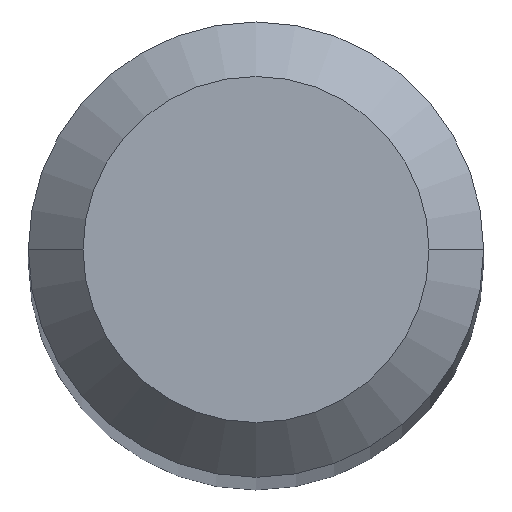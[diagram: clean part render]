
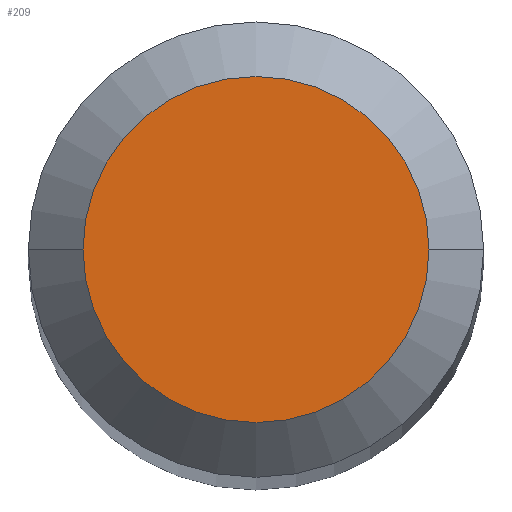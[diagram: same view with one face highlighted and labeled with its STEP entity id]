
A CAD part, top view. The second image highlights one B-rep face of the part: STEP entity #209.
In plain terms, the highlighted planar face has unit normal (0, 0, 1).
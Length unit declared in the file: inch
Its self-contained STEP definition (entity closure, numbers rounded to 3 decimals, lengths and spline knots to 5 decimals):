
#49 = FACE_OUTER_BOUND ( 'NONE', #358, .T. ) ;
#78 = PLANE ( 'NONE',  #135 ) ;
#91 = CARTESIAN_POINT ( 'NONE',  ( 0., 0., 0. ) ) ;
#129 = DIRECTION ( 'NONE',  ( 1., 0., 0. ) ) ;
#135 = AXIS2_PLACEMENT_3D ( 'NONE', #262, #267, #226 ) ;
#209 = ADVANCED_FACE ( 'NONE', ( #49 ), #78, .F. ) ;
#226 = DIRECTION ( 'NONE',  ( -1., 0., 0. ) ) ;
#234 = AXIS2_PLACEMENT_3D ( 'NONE', #91, #246, #391 ) ;
#235 = AXIS2_PLACEMENT_3D ( 'NONE', #453, #279, #129 ) ;
#246 = DIRECTION ( 'NONE',  ( 0., 0., 1. ) ) ;
#260 = EDGE_CURVE ( 'NONE', #328, #410, #435, .T. ) ;
#262 = CARTESIAN_POINT ( 'NONE',  ( 0., 0.0475, 0. ) ) ;
#267 = DIRECTION ( 'NONE',  ( 0., 0., -1. ) ) ;
#274 = ORIENTED_EDGE ( 'NONE', *, *, #260, .T. ) ;
#277 = CARTESIAN_POINT ( 'NONE',  ( -0.0475, 0., 0. ) ) ;
#279 = DIRECTION ( 'NONE',  ( 0., 0., 1. ) ) ;
#328 = VERTEX_POINT ( 'NONE', #443 ) ;
#358 = EDGE_LOOP ( 'NONE', ( #441, #274 ) ) ;
#391 = DIRECTION ( 'NONE',  ( 1., 0., 0. ) ) ;
#399 = EDGE_CURVE ( 'NONE', #410, #328, #458, .T. ) ;
#410 = VERTEX_POINT ( 'NONE', #277 ) ;
#435 = CIRCLE ( 'NONE', #234, 0.0475 ) ;
#441 = ORIENTED_EDGE ( 'NONE', *, *, #399, .T. ) ;
#443 = CARTESIAN_POINT ( 'NONE',  ( 0.0475, 0., 0. ) ) ;
#453 = CARTESIAN_POINT ( 'NONE',  ( 0., 0., 0. ) ) ;
#458 = CIRCLE ( 'NONE', #235, 0.0475 ) ;
